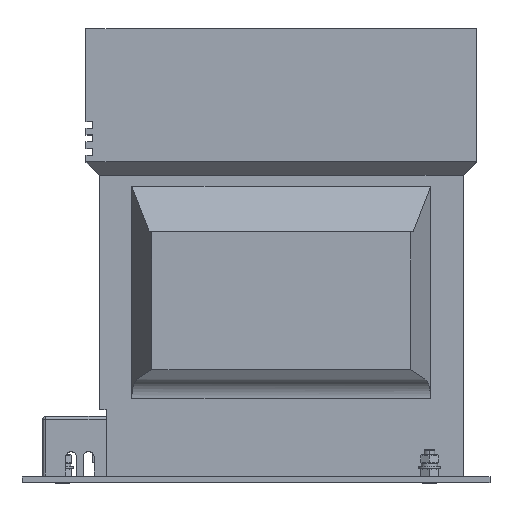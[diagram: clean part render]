
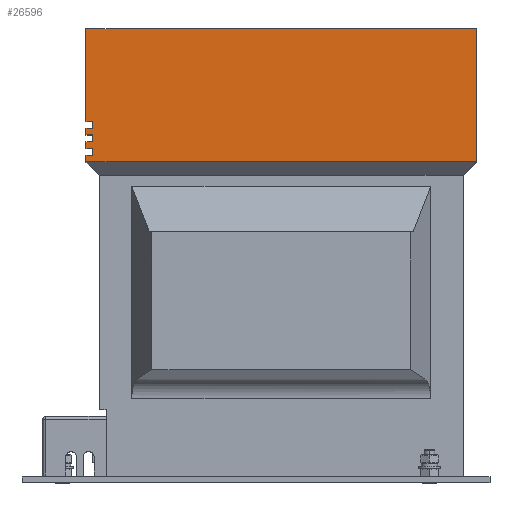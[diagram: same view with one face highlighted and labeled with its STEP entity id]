
A CAD part, top view. The second image highlights one B-rep face of the part: STEP entity #26596.
In plain terms, the highlighted planar face has unit normal (0, 0, 1).
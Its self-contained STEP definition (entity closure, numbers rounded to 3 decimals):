
#187 = LINE ( 'NONE', #16678, #29329 ) ;
#773 = ORIENTED_EDGE ( 'NONE', *, *, #36201, .T. ) ;
#1449 = CARTESIAN_POINT ( 'NONE',  ( -114.103, 308.695, 425.55 ) ) ;
#1527 = VECTOR ( 'NONE', #17952, 1000. ) ;
#1826 = EDGE_CURVE ( 'NONE', #27438, #19886, #12335, .T. ) ;
#1877 = CARTESIAN_POINT ( 'NONE',  ( -114.103, 313.695, 425.55 ) ) ;
#2184 = EDGE_CURVE ( 'NONE', #9008, #26805, #39776, .T. ) ;
#2498 = EDGE_CURVE ( 'NONE', #26805, #51675, #31508, .T. ) ;
#2503 = CARTESIAN_POINT ( 'NONE',  ( -114.103, 318.695, 425.55 ) ) ;
#3212 = CARTESIAN_POINT ( 'NONE',  ( -109.103, 298.695, 425.55 ) ) ;
#3259 = VECTOR ( 'NONE', #33131, 1000. ) ;
#4058 = CARTESIAN_POINT ( 'NONE',  ( -114.103, 392.695, 425.55 ) ) ;
#4957 = ORIENTED_EDGE ( 'NONE', *, *, #27049, .T. ) ;
#6119 = LINE ( 'NONE', #22640, #7993 ) ;
#6665 = ORIENTED_EDGE ( 'NONE', *, *, #12693, .F. ) ;
#6674 = VERTEX_POINT ( 'NONE', #46643 ) ;
#6799 = EDGE_CURVE ( 'NONE', #19886, #11043, #38709, .T. ) ;
#7158 = DIRECTION ( 'NONE',  ( -1., 0., 0. ) ) ;
#7993 = VECTOR ( 'NONE', #39314, 1000. ) ;
#8692 = CARTESIAN_POINT ( 'NONE',  ( -114.103, 293.695, 425.55 ) ) ;
#8746 = CARTESIAN_POINT ( 'NONE',  ( -114.103, 318.695, 425.55 ) ) ;
#9008 = VERTEX_POINT ( 'NONE', #8746 ) ;
#9254 = EDGE_CURVE ( 'NONE', #11043, #17805, #15972, .T. ) ;
#9494 = CARTESIAN_POINT ( 'NONE',  ( -114.103, 293.695, 425.55 ) ) ;
#9511 = VECTOR ( 'NONE', #10815, 1000. ) ;
#9874 = LINE ( 'NONE', #26444, #20600 ) ;
#10136 = LINE ( 'NONE', #26711, #50085 ) ;
#10815 = DIRECTION ( 'NONE',  ( 0., 1., 0. ) ) ;
#10917 = VERTEX_POINT ( 'NONE', #40159 ) ;
#11043 = VERTEX_POINT ( 'NONE', #20722 ) ;
#11140 = FACE_OUTER_BOUND ( 'NONE', #38841, .T. ) ;
#11472 = VERTEX_POINT ( 'NONE', #48486 ) ;
#11660 = CARTESIAN_POINT ( 'NONE',  ( -109.103, 323.695, 425.55 ) ) ;
#11818 = CARTESIAN_POINT ( 'NONE',  ( -114.103, 303.695, 425.55 ) ) ;
#12335 = LINE ( 'NONE', #28962, #19651 ) ;
#12693 = EDGE_CURVE ( 'NONE', #41275, #11472, #13214, .T. ) ;
#13214 = LINE ( 'NONE', #29827, #50929 ) ;
#13286 = VECTOR ( 'NONE', #49282, 1000. ) ;
#13788 = VERTEX_POINT ( 'NONE', #33622 ) ;
#13885 = CARTESIAN_POINT ( 'NONE',  ( 175.897, 392.695, 425.55 ) ) ;
#14550 = ORIENTED_EDGE ( 'NONE', *, *, #9254, .F. ) ;
#14996 = EDGE_CURVE ( 'NONE', #33967, #10917, #6119, .T. ) ;
#15050 = ORIENTED_EDGE ( 'NONE', *, *, #32737, .F. ) ;
#15204 = CARTESIAN_POINT ( 'NONE',  ( -114.103, 303.695, 425.55 ) ) ;
#15491 = CARTESIAN_POINT ( 'NONE',  ( 175.897, 293.695, 425.55 ) ) ;
#15972 = LINE ( 'NONE', #32672, #13286 ) ;
#16161 = EDGE_CURVE ( 'NONE', #42686, #6674, #9874, .T. ) ;
#16451 = CARTESIAN_POINT ( 'NONE',  ( -114.103, 298.695, 425.55 ) ) ;
#16678 = CARTESIAN_POINT ( 'NONE',  ( -114.103, 293.695, 425.55 ) ) ;
#17805 = VERTEX_POINT ( 'NONE', #27892 ) ;
#17952 = DIRECTION ( 'NONE',  ( 1., 0., 0. ) ) ;
#18342 = EDGE_CURVE ( 'NONE', #17805, #13788, #39148, .T. ) ;
#18373 = DIRECTION ( 'NONE',  ( -1., 0., 0. ) ) ;
#18376 = ORIENTED_EDGE ( 'NONE', *, *, #2498, .F. ) ;
#18999 = DIRECTION ( 'NONE',  ( 1., 0., 0. ) ) ;
#19651 = VECTOR ( 'NONE', #45601, 1000. ) ;
#19798 = CARTESIAN_POINT ( 'NONE',  ( 175.897, 293.695, 425.55 ) ) ;
#19886 = VERTEX_POINT ( 'NONE', #44990 ) ;
#20600 = VECTOR ( 'NONE', #43118, 1000. ) ;
#20722 = CARTESIAN_POINT ( 'NONE',  ( -109.103, 308.695, 425.55 ) ) ;
#20798 = ORIENTED_EDGE ( 'NONE', *, *, #1826, .F. ) ;
#21802 = CARTESIAN_POINT ( 'NONE',  ( -114.103, 323.695, 425.55 ) ) ;
#22306 = EDGE_CURVE ( 'NONE', #13788, #9008, #46834, .T. ) ;
#22640 = CARTESIAN_POINT ( 'NONE',  ( 175.897, 293.695, 425.55 ) ) ;
#23237 = VECTOR ( 'NONE', #26048, 1000. ) ;
#23563 = VECTOR ( 'NONE', #31877, 1000. ) ;
#25736 = EDGE_CURVE ( 'NONE', #51675, #36152, #27802, .T. ) ;
#26048 = DIRECTION ( 'NONE',  ( 0., 1., 0. ) ) ;
#26444 = CARTESIAN_POINT ( 'NONE',  ( -114.103, 293.695, 425.55 ) ) ;
#26596 = ADVANCED_FACE ( 'NONE', ( #11140 ), #27738, .T. ) ;
#26711 = CARTESIAN_POINT ( 'NONE',  ( 175.897, 293.695, 425.55 ) ) ;
#26805 = VERTEX_POINT ( 'NONE', #31787 ) ;
#27049 = EDGE_CURVE ( 'NONE', #10917, #53519, #51241, .T. ) ;
#27438 = VERTEX_POINT ( 'NONE', #11818 ) ;
#27738 = PLANE ( 'NONE',  #48817 ) ;
#27802 = LINE ( 'NONE', #44440, #46743 ) ;
#27892 = CARTESIAN_POINT ( 'NONE',  ( -109.103, 313.695, 425.55 ) ) ;
#28962 = CARTESIAN_POINT ( 'NONE',  ( -114.103, 293.695, 425.55 ) ) ;
#28992 = ORIENTED_EDGE ( 'NONE', *, *, #22306, .F. ) ;
#29329 = VECTOR ( 'NONE', #33343, 1000. ) ;
#29827 = CARTESIAN_POINT ( 'NONE',  ( -109.103, 298.695, 425.55 ) ) ;
#30509 = DIRECTION ( 'NONE',  ( -1., 0., 0. ) ) ;
#31232 = ORIENTED_EDGE ( 'NONE', *, *, #25736, .F. ) ;
#31508 = LINE ( 'NONE', #48160, #9511 ) ;
#31787 = CARTESIAN_POINT ( 'NONE',  ( -109.103, 318.695, 425.55 ) ) ;
#31877 = DIRECTION ( 'NONE',  ( -1., 0., 0. ) ) ;
#32672 = CARTESIAN_POINT ( 'NONE',  ( -109.103, 308.695, 425.55 ) ) ;
#32737 = EDGE_CURVE ( 'NONE', #36152, #53519, #187, .T. ) ;
#33131 = DIRECTION ( 'NONE',  ( 1., 0., 0. ) ) ;
#33343 = DIRECTION ( 'NONE',  ( 0., 1., 0. ) ) ;
#33587 = ORIENTED_EDGE ( 'NONE', *, *, #47082, .F. ) ;
#33622 = CARTESIAN_POINT ( 'NONE',  ( -114.103, 313.695, 425.55 ) ) ;
#33967 = VERTEX_POINT ( 'NONE', #15491 ) ;
#34028 = ORIENTED_EDGE ( 'NONE', *, *, #14996, .T. ) ;
#36152 = VERTEX_POINT ( 'NONE', #21802 ) ;
#36201 = EDGE_CURVE ( 'NONE', #42686, #33967, #10136, .T. ) ;
#36508 = DIRECTION ( 'NONE',  ( 0., 0., 1. ) ) ;
#38709 = LINE ( 'NONE', #1449, #1527 ) ;
#38737 = EDGE_CURVE ( 'NONE', #11472, #27438, #52591, .T. ) ;
#38841 = EDGE_LOOP ( 'NONE', ( #39678, #6665, #33587, #44832, #773, #34028, #4957, #15050, #31232, #18376, #44154, #28992, #42472, #14550, #48597, #20798 ) ) ;
#39148 = LINE ( 'NONE', #1877, #41218 ) ;
#39314 = DIRECTION ( 'NONE',  ( 0., 1., 0. ) ) ;
#39678 = ORIENTED_EDGE ( 'NONE', *, *, #38737, .F. ) ;
#39776 = LINE ( 'NONE', #2503, #43713 ) ;
#40159 = CARTESIAN_POINT ( 'NONE',  ( 175.897, 392.695, 425.55 ) ) ;
#41218 = VECTOR ( 'NONE', #18373, 1000. ) ;
#41275 = VERTEX_POINT ( 'NONE', #3212 ) ;
#42472 = ORIENTED_EDGE ( 'NONE', *, *, #18342, .F. ) ;
#42686 = VERTEX_POINT ( 'NONE', #8692 ) ;
#43118 = DIRECTION ( 'NONE',  ( 0., 1., 0. ) ) ;
#43381 = DIRECTION ( 'NONE',  ( 1., 0., 0. ) ) ;
#43713 = VECTOR ( 'NONE', #18999, 1000. ) ;
#44154 = ORIENTED_EDGE ( 'NONE', *, *, #2184, .F. ) ;
#44440 = CARTESIAN_POINT ( 'NONE',  ( -114.103, 323.695, 425.55 ) ) ;
#44832 = ORIENTED_EDGE ( 'NONE', *, *, #16161, .F. ) ;
#44990 = CARTESIAN_POINT ( 'NONE',  ( -114.103, 308.695, 425.55 ) ) ;
#45601 = DIRECTION ( 'NONE',  ( 0., 1., 0. ) ) ;
#46487 = DIRECTION ( 'NONE',  ( 0., 1., 0. ) ) ;
#46643 = CARTESIAN_POINT ( 'NONE',  ( -114.103, 298.695, 425.55 ) ) ;
#46743 = VECTOR ( 'NONE', #7158, 1000. ) ;
#46834 = LINE ( 'NONE', #9494, #23237 ) ;
#47082 = EDGE_CURVE ( 'NONE', #6674, #41275, #53844, .T. ) ;
#47158 = VECTOR ( 'NONE', #30509, 1000. ) ;
#48160 = CARTESIAN_POINT ( 'NONE',  ( -109.103, 318.695, 425.55 ) ) ;
#48486 = CARTESIAN_POINT ( 'NONE',  ( -109.103, 303.695, 425.55 ) ) ;
#48597 = ORIENTED_EDGE ( 'NONE', *, *, #6799, .F. ) ;
#48817 = AXIS2_PLACEMENT_3D ( 'NONE', #19798, #36508, #53111 ) ;
#49282 = DIRECTION ( 'NONE',  ( 0., 1., 0. ) ) ;
#50085 = VECTOR ( 'NONE', #43381, 1000. ) ;
#50929 = VECTOR ( 'NONE', #46487, 1000. ) ;
#51241 = LINE ( 'NONE', #13885, #47158 ) ;
#51675 = VERTEX_POINT ( 'NONE', #11660 ) ;
#52591 = LINE ( 'NONE', #15204, #23563 ) ;
#53111 = DIRECTION ( 'NONE',  ( 1., 0., 0. ) ) ;
#53519 = VERTEX_POINT ( 'NONE', #4058 ) ;
#53844 = LINE ( 'NONE', #16451, #3259 ) ;
